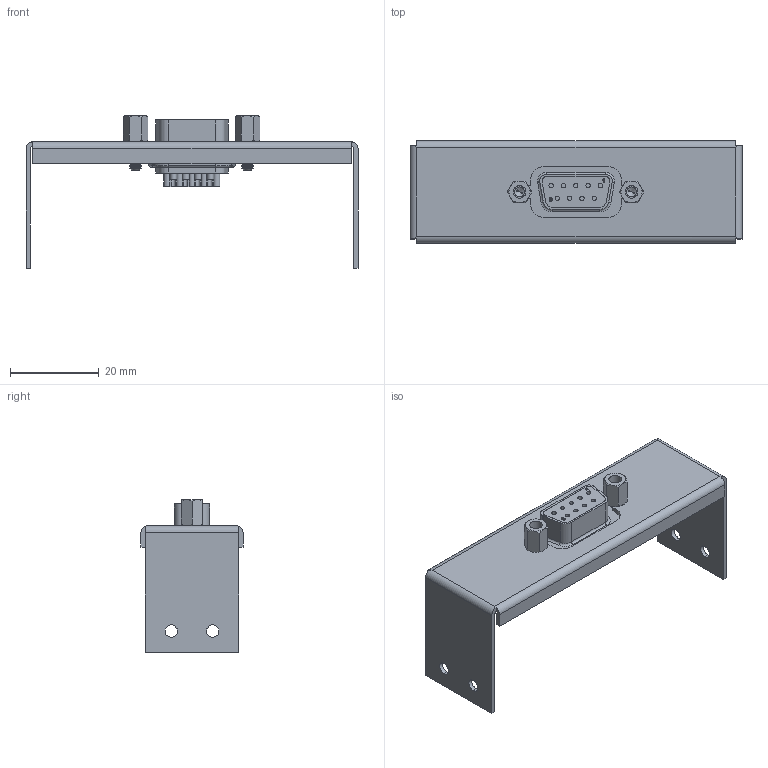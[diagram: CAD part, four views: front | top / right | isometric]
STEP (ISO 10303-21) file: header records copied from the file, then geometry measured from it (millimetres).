
FILE_DESCRIPTION (( 'STEP AP214' ), '1' );
FILE_NAME ('DIYM9F.STEP', '2012-10-12T12:09:00', ( 'x' ), ( '' ), 'SwSTEP 2.0', 'SolidWorks 2012', '' );
FILE_SCHEMA (( 'AUTOMOTIVE_DESIGN' ));
Length unit declared in the file: inch
Products named in the file (5): 3AA02-005; SDG250-PROD; SD9S; DIYM9F-MA1; DIYM9F
Assembly tree (6 placements, depth 2):
  DIYM9F
    DIYM9F-MA1
    SD9S
    SDG250-PROD  x2
    3AA02-005  x2
Bounding box: 74.68 x 22.96 x 34.34 mm (x, y, z)
Volume: 5096 mm3; surface area: 8955.8 mm2
Topology: 6 solids, 6 shells, 526 faces, 1190 edges, 703 vertices
Faces by surface type: cone 200, plane 157, cylinder 135, torus 20, bspline 14
Entity records: 14969 total; most frequent: CARTESIAN_POINT 3023, DIRECTION 2021, ORIENTED_EDGE 1848, EDGE_CURVE 924, AXIS2_PLACEMENT_3D 782, VERTEX_POINT 560, LINE 457, VECTOR 457
